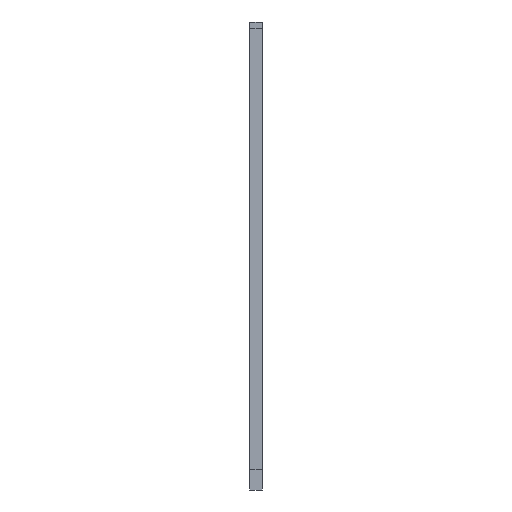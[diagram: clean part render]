
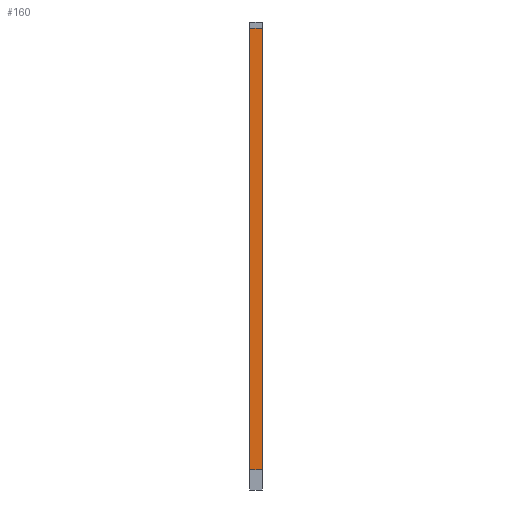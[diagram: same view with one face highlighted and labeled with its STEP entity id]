
A CAD part, left-side view. The second image highlights one B-rep face of the part: STEP entity #160.
In plain terms, the highlighted planar face has unit normal (-1, 0, 0).
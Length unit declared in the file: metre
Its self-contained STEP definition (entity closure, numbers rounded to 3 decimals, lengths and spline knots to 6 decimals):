
#160 = ADVANCED_FACE( '', ( #344 ), #345, .T. );
#344 = FACE_OUTER_BOUND( '', #545, .T. );
#345 = PLANE( '', #546 );
#545 = EDGE_LOOP( '', ( #967, #968, #969, #970 ) );
#546 = AXIS2_PLACEMENT_3D( '', #971, #972, #973 );
#967 = ORIENTED_EDGE( '', *, *, #1301, .F. );
#968 = ORIENTED_EDGE( '', *, *, #1174, .F. );
#969 = ORIENTED_EDGE( '', *, *, #1348, .T. );
#970 = ORIENTED_EDGE( '', *, *, #1195, .T. );
#971 = CARTESIAN_POINT( '', ( 0., -0.006, 0.11 ) );
#972 = DIRECTION( '', ( -1., 0., 0. ) );
#973 = DIRECTION( '', ( 0., 0., 1. ) );
#1174 = EDGE_CURVE( '', #1398, #1393, #1400, .T. );
#1195 = EDGE_CURVE( '', #1436, #1434, #1437, .T. );
#1301 = EDGE_CURVE( '', #1393, #1434, #1609, .T. );
#1348 = EDGE_CURVE( '', #1398, #1436, #1674, .T. );
#1393 = VERTEX_POINT( '', #1727 );
#1398 = VERTEX_POINT( '', #1734 );
#1400 = LINE( '', #1737, #1738 );
#1434 = VERTEX_POINT( '', #1784 );
#1436 = VERTEX_POINT( '', #1787 );
#1437 = LINE( '', #1788, #1789 );
#1609 = LINE( '', #2037, #2038 );
#1674 = LINE( '', #2138, #2139 );
#1727 = CARTESIAN_POINT( '', ( 0., 0., 0. ) );
#1734 = CARTESIAN_POINT( '', ( 0., -0.006, 0. ) );
#1737 = CARTESIAN_POINT( '', ( 0., -0.006, 0. ) );
#1738 = VECTOR( '', #2219, 1. );
#1784 = CARTESIAN_POINT( '', ( 0., 0., 0.22 ) );
#1787 = CARTESIAN_POINT( '', ( 0., -0.006, 0.22 ) );
#1788 = CARTESIAN_POINT( '', ( 0., -0.006, 0.22 ) );
#1789 = VECTOR( '', #2239, 1. );
#2037 = CARTESIAN_POINT( '', ( 0., 0., 0.11 ) );
#2038 = VECTOR( '', #2328, 1. );
#2138 = CARTESIAN_POINT( '', ( 0., -0.006, 0.11 ) );
#2139 = VECTOR( '', #2370, 1. );
#2219 = DIRECTION( '', ( 0., 1., 0. ) );
#2239 = DIRECTION( '', ( 0., 1., 0. ) );
#2328 = DIRECTION( '', ( 0., 0., 1. ) );
#2370 = DIRECTION( '', ( 0., 0., 1. ) );
